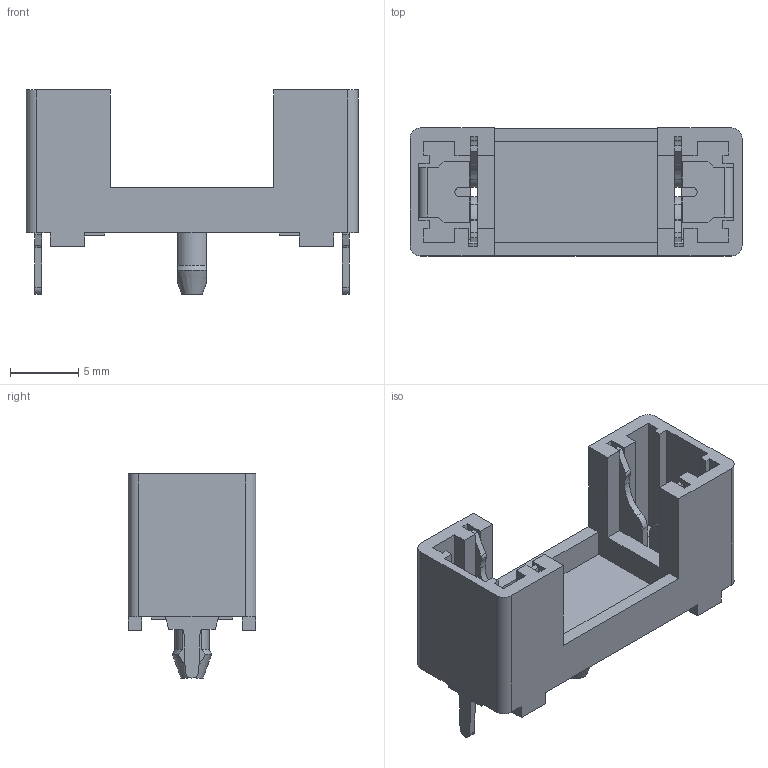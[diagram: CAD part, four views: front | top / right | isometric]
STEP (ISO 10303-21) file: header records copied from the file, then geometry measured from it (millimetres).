
FILE_DESCRIPTION(('STEP AP242'),'1');
FILE_NAME('696107003002.stp','2022-04-10T02:58:04',('TraceParts'),('TraceParts S.A.'),'Spatial InterOp 3D',' ',' ');
FILE_SCHEMA(('AP242_MANAGED_MODEL_BASED_3D_ENGINEERING_MIM_LF {1 0 10303 442 1 1 4}'));
Length unit declared in the file: millimetre
Products named in the file (1): 696107003002
Bounding box: 24.4 x 9.4 x 15 mm (x, y, z)
Volume: 875.5 mm3; surface area: 1853.7 mm2
Topology: 1 solids, 1 shells, 226 faces, 676 edges, 444 vertices
Faces by surface type: plane 182, cylinder 40, cone 4
Entity records: 9643 total; most frequent: CARTESIAN_POINT 1650, ORIENTED_EDGE 1352, DIRECTION 1206, EDGE_CURVE 676, LINE 576, VECTOR 576, VERTEX_POINT 444, AXIS2_PLACEMENT_3D 315
